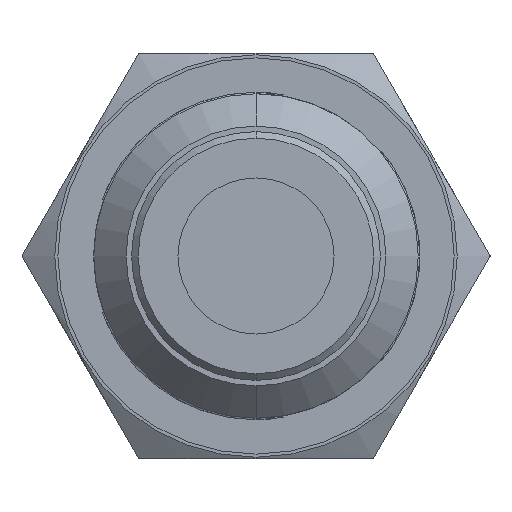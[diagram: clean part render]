
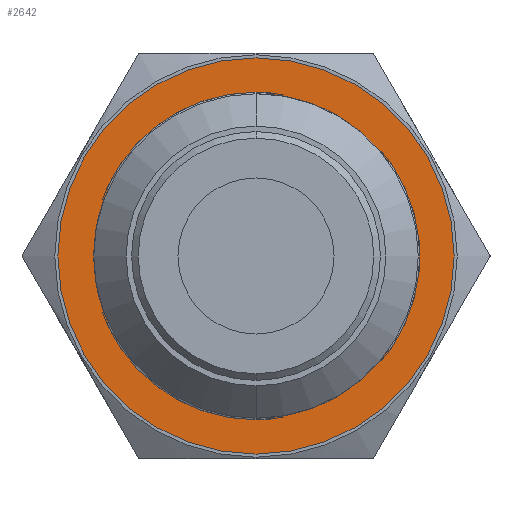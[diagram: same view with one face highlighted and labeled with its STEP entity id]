
A CAD part, front view. The second image highlights one B-rep face of the part: STEP entity #2642.
In plain terms, the highlighted planar face has unit normal (0, -1, 0).
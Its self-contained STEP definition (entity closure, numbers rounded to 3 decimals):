
#17 = DIRECTION ( 'NONE',  ( 0., 0., -1. ) ) ;
#18 = DIRECTION ( 'NONE',  ( 0., -1., 0. ) ) ;
#19 = CARTESIAN_POINT ( 'NONE',  ( 0., 9.5, 0. ) ) ;
#20 = AXIS2_PLACEMENT_3D ( 'NONE', #19, #18, #17 ) ;
#21 = CIRCLE ( 'NONE', #20, 10.5 ) ;
#22 = DIRECTION ( 'NONE',  ( 0., 0., -1. ) ) ;
#23 = DIRECTION ( 'NONE',  ( 0., -1., 0. ) ) ;
#24 = CARTESIAN_POINT ( 'NONE',  ( 0., 9.5, 0. ) ) ;
#25 = AXIS2_PLACEMENT_3D ( 'NONE', #24, #23, #22 ) ;
#26 = CIRCLE ( 'NONE', #25, 10.5 ) ;
#42 = CARTESIAN_POINT ( 'NONE',  ( 8.623, 9.5, 5.991 ) ) ;
#66 = CARTESIAN_POINT ( 'NONE',  ( 0.877, 9.5, -10.463 ) ) ;
#67 = DIRECTION ( 'NONE',  ( 0., 0., -1. ) ) ;
#68 = DIRECTION ( 'NONE',  ( 0., -1., 0. ) ) ;
#69 = CARTESIAN_POINT ( 'NONE',  ( 0., 9.5, 0. ) ) ;
#70 = AXIS2_PLACEMENT_3D ( 'NONE', #69, #68, #67 ) ;
#72 = CARTESIAN_POINT ( 'NONE',  ( 0., 9.5, 0. ) ) ;
#73 = AXIS2_PLACEMENT_3D ( 'NONE', #72, #101, #100 ) ;
#74 = CIRCLE ( 'NONE', #73, 12.7 ) ;
#93 = CIRCLE ( 'NONE', #70, 10.5 ) ;
#96 = CARTESIAN_POINT ( 'NONE',  ( 0.877, 9.5, 10.463 ) ) ;
#98 = CARTESIAN_POINT ( 'NONE',  ( 8.623, 9.5, -5.991 ) ) ;
#100 = DIRECTION ( 'NONE',  ( 0., 0., -1. ) ) ;
#101 = DIRECTION ( 'NONE',  ( 0., -1., 0. ) ) ;
#185 = DIRECTION ( 'NONE',  ( 0.866, 0., 0.5 ) ) ;
#186 = VECTOR ( 'NONE', #185, 1000. ) ;
#187 = CARTESIAN_POINT ( 'NONE',  ( 8.623, 9.5, -5.991 ) ) ;
#188 = LINE ( 'NONE', #187, #186 ) ;
#210 = CARTESIAN_POINT ( 'NONE',  ( -9.5, 9.5, -4.232 ) ) ;
#215 = DIRECTION ( 'NONE',  ( 0., 0., -1. ) ) ;
#216 = DIRECTION ( 'NONE',  ( 0., 1., 0. ) ) ;
#217 = CARTESIAN_POINT ( 'NONE',  ( 0., 9.5, 0. ) ) ;
#218 = AXIS2_PLACEMENT_3D ( 'NONE', #217, #216, #215 ) ;
#224 = CIRCLE ( 'NONE', #218, 10.4 ) ;
#238 = DIRECTION ( 'NONE',  ( -0.866, 0., 0.5 ) ) ;
#239 = VECTOR ( 'NONE', #238, 1000. ) ;
#240 = CARTESIAN_POINT ( 'NONE',  ( 0.877, 9.5, 10.463 ) ) ;
#241 = LINE ( 'NONE', #240, #239 ) ;
#268 = DIRECTION ( 'NONE',  ( 0., 0., -1. ) ) ;
#269 = DIRECTION ( 'NONE',  ( 0., -1., 0. ) ) ;
#270 = CARTESIAN_POINT ( 'NONE',  ( 10.5, 9.5, 0. ) ) ;
#272 = AXIS2_PLACEMENT_3D ( 'NONE', #270, #269, #268 ) ;
#273 = PLANE ( 'NONE',  #272 ) ;
#274 = FACE_BOUND ( 'NONE', #2654, .T. ) ;
#275 = FACE_OUTER_BOUND ( 'NONE', #2653, .T. ) ;
#276 = DIRECTION ( 'NONE',  ( 0., 0., -1. ) ) ;
#277 = VECTOR ( 'NONE', #276, 1000. ) ;
#278 = CARTESIAN_POINT ( 'NONE',  ( -9.5, 9.5, -4.472 ) ) ;
#279 = LINE ( 'NONE', #278, #277 ) ;
#285 = CARTESIAN_POINT ( 'NONE',  ( 0.877, 9.5, 10.463 ) ) ;
#286 = LINE ( 'NONE', #285, #300 ) ;
#290 = CARTESIAN_POINT ( 'NONE',  ( -9.5, 9.5, 4.232 ) ) ;
#295 = DIRECTION ( 'NONE',  ( 0.866, 0., 0.5 ) ) ;
#296 = VECTOR ( 'NONE', #295, 1000. ) ;
#297 = CARTESIAN_POINT ( 'NONE',  ( 8.623, 9.5, -5.991 ) ) ;
#298 = LINE ( 'NONE', #297, #296 ) ;
#299 = DIRECTION ( 'NONE',  ( -0.866, 0., 0.5 ) ) ;
#300 = VECTOR ( 'NONE', #299, 1000. ) ;
#303 = DIRECTION ( 'NONE',  ( 0., 0., -1. ) ) ;
#304 = VECTOR ( 'NONE', #303, 1000. ) ;
#305 = CARTESIAN_POINT ( 'NONE',  ( -9.5, 9.5, -4.472 ) ) ;
#306 = LINE ( 'NONE', #305, #304 ) ;
#407 = DIRECTION ( 'NONE',  ( 0., 0., -1. ) ) ;
#408 = DIRECTION ( 'NONE',  ( 0., 1., 0. ) ) ;
#409 = CARTESIAN_POINT ( 'NONE',  ( 0., 9.5, 0. ) ) ;
#410 = AXIS2_PLACEMENT_3D ( 'NONE', #409, #408, #407 ) ;
#411 = CIRCLE ( 'NONE', #410, 10.4 ) ;
#733 = DIRECTION ( 'NONE',  ( 0., 0., -1. ) ) ;
#740 = CARTESIAN_POINT ( 'NONE',  ( -9.5, 9.5, -4.472 ) ) ;
#758 = CARTESIAN_POINT ( 'NONE',  ( 0., 9.5, 0. ) ) ;
#761 = CARTESIAN_POINT ( 'NONE',  ( 0., 9.5, -12.7 ) ) ;
#765 = DIRECTION ( 'NONE',  ( 0., -1., 0. ) ) ;
#769 = AXIS2_PLACEMENT_3D ( 'NONE', #758, #765, #733 ) ;
#770 = CIRCLE ( 'NONE', #769, 12.7 ) ;
#859 = DIRECTION ( 'NONE',  ( 0., 0., -1. ) ) ;
#860 = DIRECTION ( 'NONE',  ( 0., -1., 0. ) ) ;
#861 = AXIS2_PLACEMENT_3D ( 'NONE', #865, #860, #859 ) ;
#865 = CARTESIAN_POINT ( 'NONE',  ( 0., 9.5, 0. ) ) ;
#868 = CIRCLE ( 'NONE', #861, 10.5 ) ;
#883 = CARTESIAN_POINT ( 'NONE',  ( -9.5, 9.5, 4.472 ) ) ;
#913 = CARTESIAN_POINT ( 'NONE',  ( 1.085, 9.5, -10.343 ) ) ;
#979 = CARTESIAN_POINT ( 'NONE',  ( 0., 9.5, 12.7 ) ) ;
#988 = CARTESIAN_POINT ( 'NONE',  ( 0., 9.5, 10.5 ) ) ;
#997 = CARTESIAN_POINT ( 'NONE',  ( 8.415, 9.5, -6.111 ) ) ;
#1008 = CARTESIAN_POINT ( 'NONE',  ( 8.415, 9.5, 6.111 ) ) ;
#1009 = DIRECTION ( 'NONE',  ( 0., 0., -1. ) ) ;
#1010 = CARTESIAN_POINT ( 'NONE',  ( 1.085, 9.5, 10.343 ) ) ;
#1011 = DIRECTION ( 'NONE',  ( 0., 1., 0. ) ) ;
#1012 = CARTESIAN_POINT ( 'NONE',  ( 0., 9.5, 0. ) ) ;
#1013 = AXIS2_PLACEMENT_3D ( 'NONE', #1012, #1011, #1009 ) ;
#1014 = CIRCLE ( 'NONE', #1013, 10.4 ) ;
#1644 = CARTESIAN_POINT ( 'NONE',  ( 0., 9.5, 0. ) ) ;
#1651 = CARTESIAN_POINT ( 'NONE',  ( 0., 9.5, -10.5 ) ) ;
#1711 = DIRECTION ( 'NONE',  ( 0., 0., -1. ) ) ;
#1712 = DIRECTION ( 'NONE',  ( 0., -1., 0. ) ) ;
#1713 = AXIS2_PLACEMENT_3D ( 'NONE', #1644, #1712, #1711 ) ;
#1714 = CIRCLE ( 'NONE', #1713, 10.5 ) ;
#2352 = ORIENTED_EDGE ( 'NONE', *, *, #2557, .F. ) ;
#2353 = ORIENTED_EDGE ( 'NONE', *, *, #2621, .F. ) ;
#2354 = ORIENTED_EDGE ( 'NONE', *, *, #2718, .T. ) ;
#2356 = ORIENTED_EDGE ( 'NONE', *, *, #3291, .F. ) ;
#2357 = ORIENTED_EDGE ( 'NONE', *, *, #2508, .F. ) ;
#2358 = ORIENTED_EDGE ( 'NONE', *, *, #2630, .F. ) ;
#2359 = ORIENTED_EDGE ( 'NONE', *, *, #2991, .T. ) ;
#2360 = ORIENTED_EDGE ( 'NONE', *, *, #2592, .F. ) ;
#2499 = EDGE_CURVE ( 'NONE', #2976, #2822, #74, .T. ) ;
#2503 = VERTEX_POINT ( 'NONE', #98 ) ;
#2507 = VERTEX_POINT ( 'NONE', #96 ) ;
#2508 = EDGE_CURVE ( 'NONE', #3292, #2509, #93, .T. ) ;
#2509 = VERTEX_POINT ( 'NONE', #66 ) ;
#2544 = VERTEX_POINT ( 'NONE', #42 ) ;
#2552 = EDGE_CURVE ( 'NONE', #2507, #2983, #26, .T. ) ;
#2557 = EDGE_CURVE ( 'NONE', #2503, #2544, #21, .T. ) ;
#2572 = ORIENTED_EDGE ( 'NONE', *, *, #2616, .F. ) ;
#2592 = EDGE_CURVE ( 'NONE', #2544, #2990, #241, .T. ) ;
#2615 = VERTEX_POINT ( 'NONE', #290 ) ;
#2616 = EDGE_CURVE ( 'NONE', #2994, #2507, #286, .T. ) ;
#2621 = EDGE_CURVE ( 'NONE', #2988, #2503, #298, .T. ) ;
#2630 = EDGE_CURVE ( 'NONE', #2509, #2947, #188, .T. ) ;
#2636 = ORIENTED_EDGE ( 'NONE', *, *, #2639, .F. ) ;
#2637 = ORIENTED_EDGE ( 'NONE', *, *, #2880, .F. ) ;
#2638 = EDGE_CURVE ( 'NONE', #2651, #2615, #224, .T. ) ;
#2639 = EDGE_CURVE ( 'NONE', #2884, #2615, #279, .T. ) ;
#2642 = ADVANCED_FACE ( 'NONE', ( #275, #274 ), #273, .T. ) ;
#2643 = ORIENTED_EDGE ( 'NONE', *, *, #2824, .T. ) ;
#2644 = ORIENTED_EDGE ( 'NONE', *, *, #2499, .T. ) ;
#2651 = VERTEX_POINT ( 'NONE', #210 ) ;
#2653 = EDGE_LOOP ( 'NONE', ( #2643, #2644 ) ) ;
#2654 = EDGE_LOOP ( 'NONE', ( #2667, #2668, #2636, #2637, #2662, #2572, #2354, #2360, #2352, #2353, #2359, #2358, #2357, #2356 ) ) ;
#2658 = EDGE_CURVE ( 'NONE', #2651, #2821, #306, .T. ) ;
#2662 = ORIENTED_EDGE ( 'NONE', *, *, #2552, .F. ) ;
#2667 = ORIENTED_EDGE ( 'NONE', *, *, #2658, .F. ) ;
#2668 = ORIENTED_EDGE ( 'NONE', *, *, #2638, .T. ) ;
#2718 = EDGE_CURVE ( 'NONE', #2994, #2990, #411, .T. ) ;
#2821 = VERTEX_POINT ( 'NONE', #740 ) ;
#2822 = VERTEX_POINT ( 'NONE', #761 ) ;
#2824 = EDGE_CURVE ( 'NONE', #2822, #2976, #770, .T. ) ;
#2880 = EDGE_CURVE ( 'NONE', #2983, #2884, #868, .T. ) ;
#2884 = VERTEX_POINT ( 'NONE', #883 ) ;
#2947 = VERTEX_POINT ( 'NONE', #913 ) ;
#2976 = VERTEX_POINT ( 'NONE', #979 ) ;
#2983 = VERTEX_POINT ( 'NONE', #988 ) ;
#2988 = VERTEX_POINT ( 'NONE', #997 ) ;
#2990 = VERTEX_POINT ( 'NONE', #1008 ) ;
#2991 = EDGE_CURVE ( 'NONE', #2988, #2947, #1014, .T. ) ;
#2994 = VERTEX_POINT ( 'NONE', #1010 ) ;
#3291 = EDGE_CURVE ( 'NONE', #2821, #3292, #1714, .T. ) ;
#3292 = VERTEX_POINT ( 'NONE', #1651 ) ;
